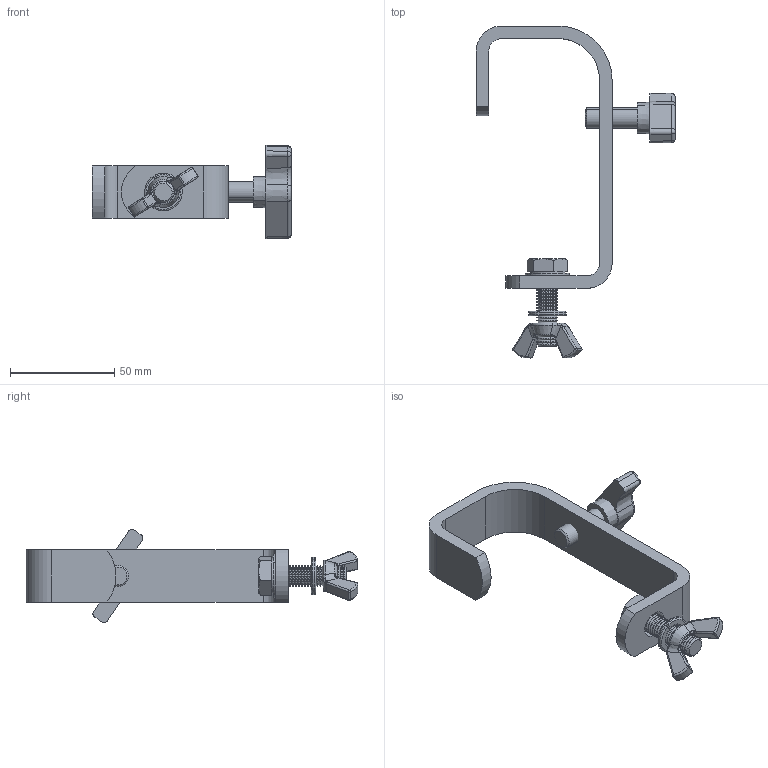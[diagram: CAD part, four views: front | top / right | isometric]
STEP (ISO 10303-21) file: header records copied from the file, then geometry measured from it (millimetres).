
FILE_DESCRIPTION (( 'STEP AP203' ), '1' );
FILE_NAME ('T20104.STEP', '2018-07-16T07:36:36', ( '' ), ( '' ), 'SwSTEP 2.0', 'SolidWorks 2016', '' );
FILE_SCHEMA (( 'CONFIG_CONTROL_DESIGN' ));
Length unit declared in the file: millimetre
Products named in the file (9): Single Coil Rectangular Section Spring Washer_Doughty Fastners_Rectangular section spring washer BS 4464 - 10 (Type B); B Washer_Bright washer BS 4320 - M10 (Form B); T20104; T20100_T20100; T57280; Doughty Knob_S0158; TH034_TH034; Hex Bolt_ISO 4016 - M10 x 35 x 35-WS; F882_DIN 315-M12-GT-C-N
Assembly tree (8 placements, depth 3):
  T20104
    T20100_T20100
      TH034_TH034
      Doughty Knob_S0158
    T57280
      Hex Bolt_ISO 4016 - M10 x 35 x 35-WS
      B Washer_Bright washer BS 4320 - M10 (Form B)
      Single Coil Rectangular Section Spring Washer_Doughty Fastners_Rectangular section spring washer BS 4464 - 10 (Type B)
      F882_DIN 315-M12-GT-C-N
Bounding box: 95.4 x 158.84 x 44.57 mm (x, y, z)
Volume: 50663 mm3; surface area: 23939.3 mm2
Topology: 6 solids, 6 shells, 640 faces, 1625 edges, 1024 vertices
Faces by surface type: plane 241, cone 142, cylinder 128, bspline 97, torus 24, sphere 8
Entity records: 25444 total; most frequent: CARTESIAN_POINT 9407, ORIENTED_EDGE 3234, DIRECTION 3025, EDGE_CURVE 1617, AXIS2_PLACEMENT_3D 1070, VERTEX_POINT 1024, VECTOR 885, LINE 885
